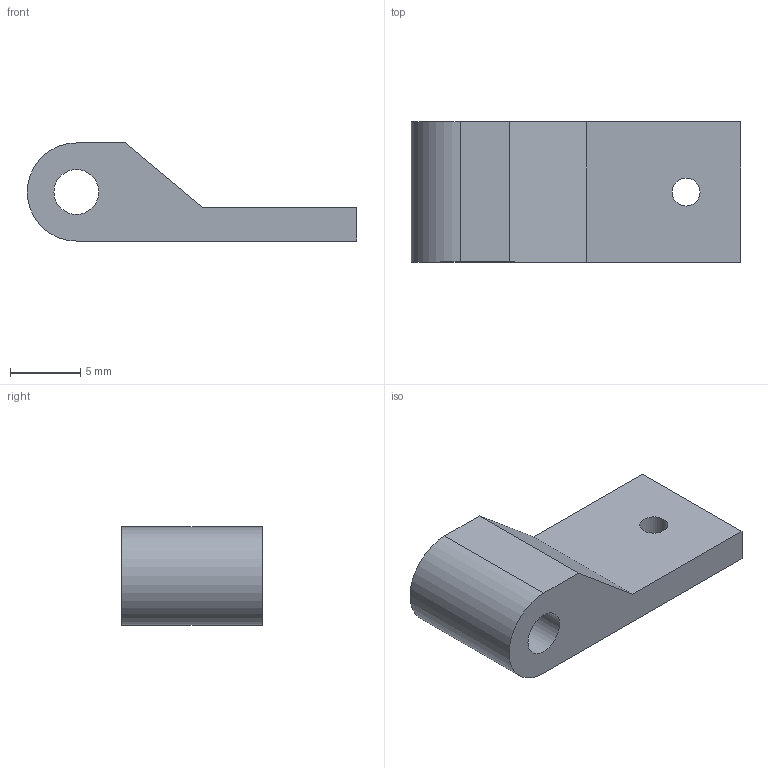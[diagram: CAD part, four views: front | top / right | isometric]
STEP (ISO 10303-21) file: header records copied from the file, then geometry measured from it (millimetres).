
FILE_DESCRIPTION(/* description */ (''),/* implementation_level */ '2;1');
FILE_NAME(/* name */ 'cam_plate_connector.stp',/* time_stamp */ '2015-08-27T09:39:56+02:00',/* author */ (''),/* organization */ (''),/* preprocessor_version */ 'ST-DEVELOPER v14',/* originating_system */ 'SIEMENS PLM Software NX 8.0',/* authorisation */ '');
FILE_SCHEMA (('AUTOMOTIVE_DESIGN { 1 0 10303 214 3 1 1 1 }'));
Length unit declared in the file: millimetre
Products named in the file (1): cam_plate_connector
Bounding box: 23.5 x 10 x 7 mm (x, y, z)
Volume: 872 mm3; surface area: 835.9 mm2
Topology: 1 solids, 1 shells, 10 faces, 32 edges, 31 vertices
Faces by surface type: plane 7, cylinder 3
Full cylindrical faces by diameter (mm): 2 x1, 3.2 x1
Entity records: 387 total; most frequent: DIRECTION 57, CARTESIAN_POINT 56, ORIENTED_EDGE 44, EDGE_CURVE 22, LINE 21, VECTOR 21, AXIS2_PLACEMENT_3D 18, EDGE_LOOP 16
